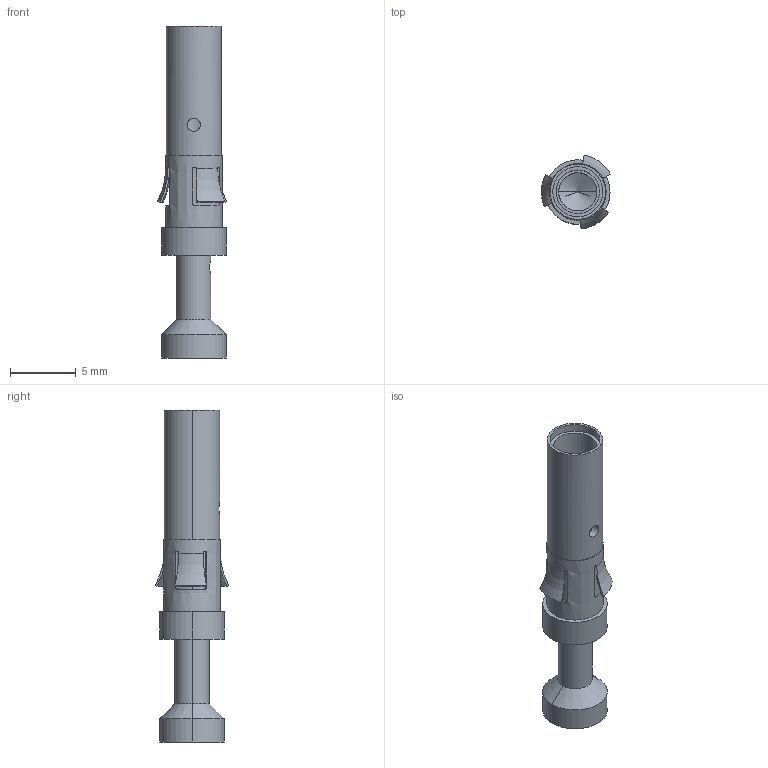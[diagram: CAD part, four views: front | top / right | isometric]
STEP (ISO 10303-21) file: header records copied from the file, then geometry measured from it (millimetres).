
FILE_DESCRIPTION(/* description */ (''),/* implementation_level */ '2;1');
FILE_NAME(/* name */ '3D_1010191200302_CESF-0.37G_N_V1.0_stp.stp',/* time_stamp */ '2023-12-15T09:09:22+08:00',/* author */ (''),/* organization */ (''),/* preprocessor_version */ 'ST-DEVELOPER v18.1',/* originating_system */ 'SIEMENS PLM Software NX 1980',/* authorisation */ '');
FILE_SCHEMA (('AUTOMOTIVE_DESIGN { 1 0 10303 214 3 1 1 1 }'));
Length unit declared in the file: millimetre
Products named in the file (1): 3D_1010191200302_CESF-0.37G_N_V1.0_stp
Bounding box: 5.27 x 5.61 x 25.2 mm (x, y, z)
Volume: 224 mm3; surface area: 631.8 mm2
Topology: 2 solids, 2 shells, 100 faces, 261 edges, 161 vertices
Faces by surface type: cylinder 33, cone 25, plane 25, bspline 11, torus 6
Entity records: 3607 total; most frequent: CARTESIAN_POINT 1391, ORIENTED_EDGE 498, DIRECTION 380, EDGE_CURVE 249, VERTEX_POINT 157, AXIS2_PLACEMENT_3D 149, EDGE_LOOP 114, B_SPLINE_CURVE_WITH_KNOTS 106
